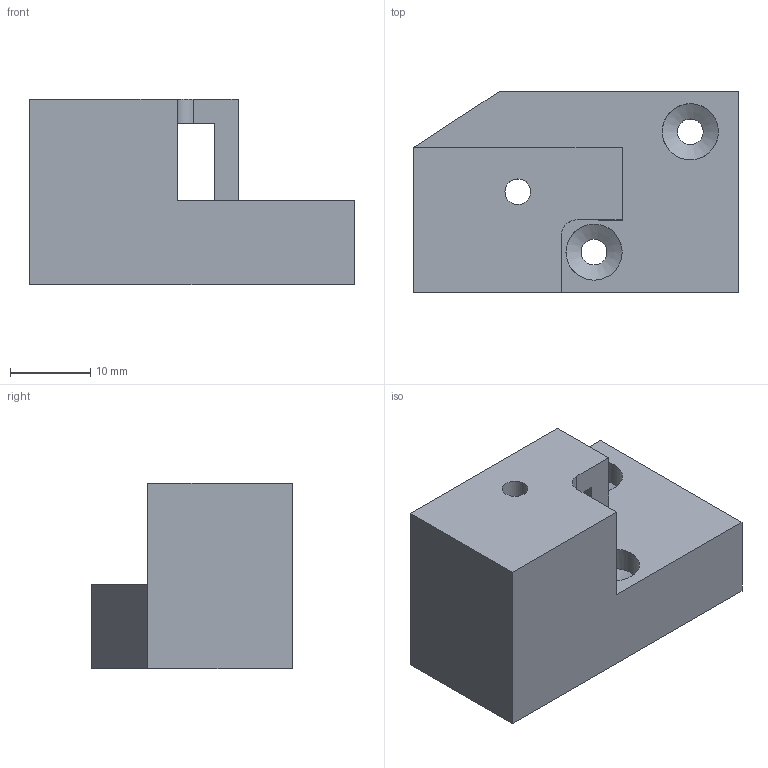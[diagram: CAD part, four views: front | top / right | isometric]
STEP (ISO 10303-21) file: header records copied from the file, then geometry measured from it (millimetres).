
FILE_DESCRIPTION(('STEP AP214'), '1');
FILE_NAME('right', '', ('UNSPECIFIED'), ('UNSPECIFIED'), 'ASCON STEP Converter 1.3', 'ASCON Math Kernel', '');
FILE_SCHEMA(('AUTOMOTIVE_DESIGN { 1 0 10303 214 3 1 1}'));
Length unit declared in the file: millimetre
Products named in the file (1): 櫻蠉錪4^栖闉罻2
Bounding box: 40.5 x 25 x 23.1 mm (x, y, z)
Volume: 12046.3 mm3; surface area: 5387.6 mm2
Topology: 1 solids, 1 shells, 33 faces, 91 edges, 60 vertices
Faces by surface type: plane 23, cylinder 8, cone 2
Full cylindrical faces by diameter (mm): 3.2 x4, 7 x2
Entity records: 1537 total; most frequent: CARTESIAN_POINT 385, ORIENTED_EDGE 166, DIRECTION 165, EDGE_CURVE 83, LINE 65, VECTOR 65, VERTEX_POINT 60, EDGE_LOOP 51
